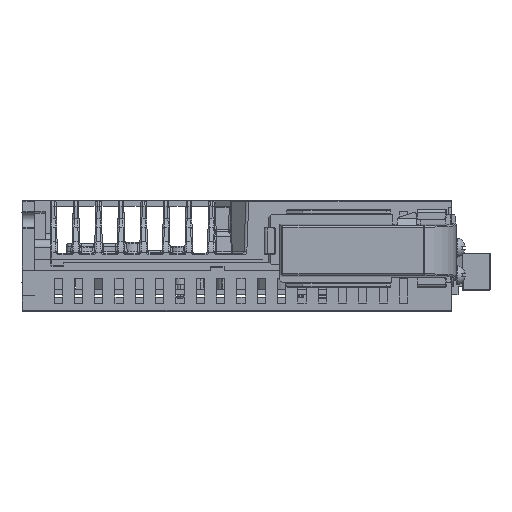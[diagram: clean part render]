
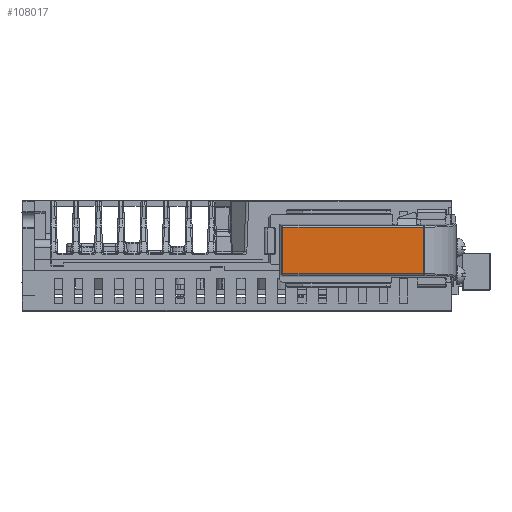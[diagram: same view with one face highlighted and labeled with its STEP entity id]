
A CAD part, left-side view. The second image highlights one B-rep face of the part: STEP entity #108017.
In plain terms, the highlighted planar face has unit normal (-1, 0, 0).
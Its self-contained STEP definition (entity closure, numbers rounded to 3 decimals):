
#28360=DIRECTION('',(0.,1.,0.));
#28361=VECTOR('',#28360,51.19);
#28362=CARTESIAN_POINT('',(-108.5,10.013,4.933));
#28363=LINE('',#28362,#28361);
#28383=DIRECTION('',(0.,0.,1.));
#28384=VECTOR('',#28383,16.865);
#28385=CARTESIAN_POINT('',(-108.5,10.013,-11.933));
#28386=LINE('',#28385,#28384);
#28726=DIRECTION('',(0.,0.,-1.));
#28727=VECTOR('',#28726,16.865);
#28728=CARTESIAN_POINT('',(-108.5,61.203,4.933));
#28729=LINE('',#28728,#28727);
#28734=DIRECTION('',(0.,-1.,0.));
#28735=VECTOR('',#28734,51.19);
#28736=CARTESIAN_POINT('',(-108.5,61.203,-11.933));
#28737=LINE('',#28736,#28735);
#37122=CARTESIAN_POINT('',(-108.5,61.203,-11.933));
#37123=VERTEX_POINT('',#37122);
#37124=CARTESIAN_POINT('',(-108.5,10.013,-11.933));
#37125=VERTEX_POINT('',#37124);
#37141=CARTESIAN_POINT('',(-108.5,61.203,4.933));
#37142=VERTEX_POINT('',#37141);
#37143=CARTESIAN_POINT('',(-108.5,10.013,4.933));
#37144=VERTEX_POINT('',#37143);
#108005=CARTESIAN_POINT('',(-108.5,35.608,-3.5));
#108006=DIRECTION('',(1.,0.,0.));
#108007=DIRECTION('',(0.,1.,0.));
#108008=AXIS2_PLACEMENT_3D('',#108005,#108006,#108007);
#108009=PLANE('',#108008);
#108010=ORIENTED_EDGE('',*,*,#107234,.F.);
#108011=ORIENTED_EDGE('',*,*,#107277,.F.);
#108013=ORIENTED_EDGE('',*,*,#108012,.F.);
#108014=ORIENTED_EDGE('',*,*,#107992,.F.);
#108015=EDGE_LOOP('',(#108010,#108011,#108013,#108014));
#108016=FACE_OUTER_BOUND('',#108015,.F.);
#108017=ADVANCED_FACE('',(#108016),#108009,.F.);
#107234=EDGE_CURVE('',#37144,#37142,#28363,.T.);
#107277=EDGE_CURVE('',#37125,#37144,#28386,.T.);
#107992=EDGE_CURVE('',#37142,#37123,#28729,.T.);
#108012=EDGE_CURVE('',#37123,#37125,#28737,.T.);
